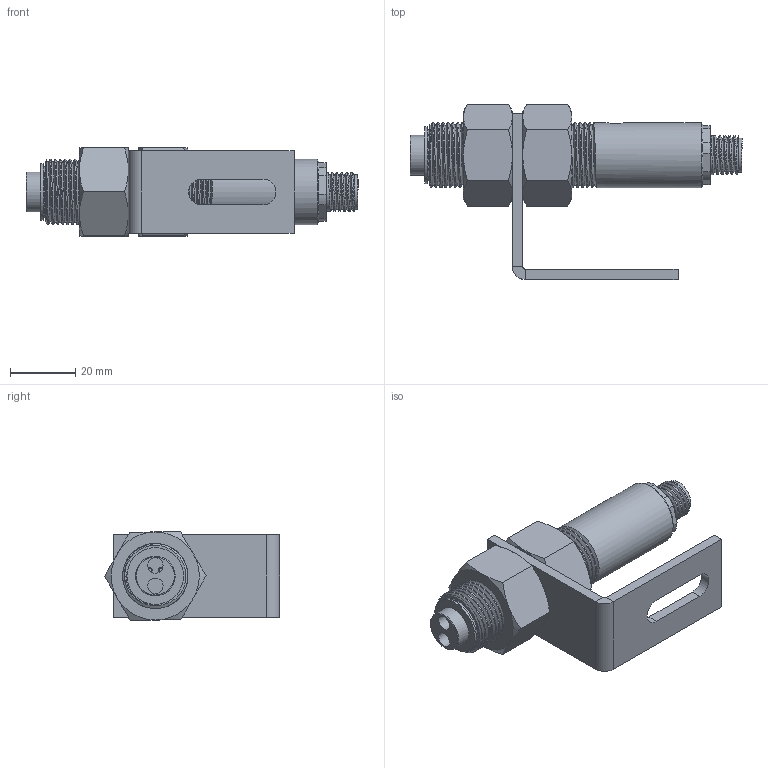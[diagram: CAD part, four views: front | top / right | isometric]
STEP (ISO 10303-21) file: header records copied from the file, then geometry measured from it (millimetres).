
FILE_DESCRIPTION(/* description */ ('STEP AP214'),/* implementation_level */ '2;1');
FILE_NAME(/* name */ 'LS100-M12A.stp',/* time_stamp */ '2026-04-09T14:48:31-04:00',/* author */ ('cthayer'),/* organization */ (''),/* preprocessor_version */ 'ST-DEVELOPER v20',/* originating_system */ 'Autodesk Inventor 2025',/* authorisation */ '');
FILE_SCHEMA (('AUTOMOTIVE_DESIGN { 1 0 10303 214 3 1 1 }'));
Length unit declared in the file: inch
Products named in the file (10): RLS Full; RLS No Hdw; 1055-4448-xxx RLS + ROLS-BKV Tubes_1055-4448-21x; 1053-3580-001 - M2-.4 x 3mm Slotted Set Screw, Cone Point, SS_91217A0
11; 1051-2000-057 Light Pipe, Clear PC, PLW5-6MM; Connectach Nose; 1045-0000-07x M12 Male Connector, Panel Mount, O-Ring Seal, Solder Cu
p_1045-0000-078; Connectach Lens; 1052-4450-11x ROS Mounting Bracket_1052-4450-110; 1053-0190-001 - M18-1.5 Hex Nut
Assembly tree (10 placements, depth 3):
  RLS Full
    RLS No Hdw
      1055-4448-xxx RLS + ROLS-BKV Tubes_1055-4448-21x
      1053-3580-001 - M2-.4 x 3mm Slotted Set Screw, Cone Point, SS_91217A0
11
      1051-2000-057 Light Pipe, Clear PC, PLW5-6MM
      Connectach Nose
      1045-0000-07x M12 Male Connector, Panel Mount, O-Ring Seal, Solder Cu
p_1045-0000-078
      Connectach Lens
    1052-4450-11x ROS Mounting Bracket_1052-4450-110
    1053-0190-001 - M18-1.5 Hex Nut  x2
Bounding box: 101.82 x 53.69 x 27.06 mm (x, y, z)
Volume: 31808.5 mm3; surface area: 28730.2 mm2
Topology: 10 solids, 10 shells, 401 faces, 1039 edges, 670 vertices
Faces by surface type: cylinder 173, plane 132, cone 63, bspline 26, sphere 5, torus 2
Full cylindrical faces by diameter (mm): 1 x4, 1.2 x4, 1.6 x2, 1.65 x4, 1.778 x1, 2 x2, 3.861 x1, 3.962 x1, 4.75 x3, 5.004 x2, 6.502 x1, 8.6 x1, 10.5 x1, 11.684 x1, 11.85 x5, 12.192 x1, 12.7 x1, 12.9 x1, 14.478 x4, 15.634 x1, 16.002 x4, 16.051 x16, 16.319 x1, 17.399 x1, 18 x18, 19.05 x1, 20 x32
Entity records: 29061 total; most frequent: CARTESIAN_POINT 20226, ORIENTED_EDGE 1830, DIRECTION 1534, EDGE_CURVE 915, VERTEX_POINT 596, AXIS2_PLACEMENT_3D 583, EDGE_LOOP 391, LINE 368
